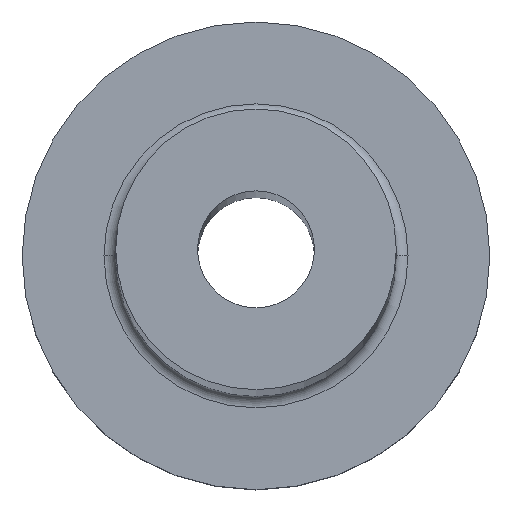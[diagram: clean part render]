
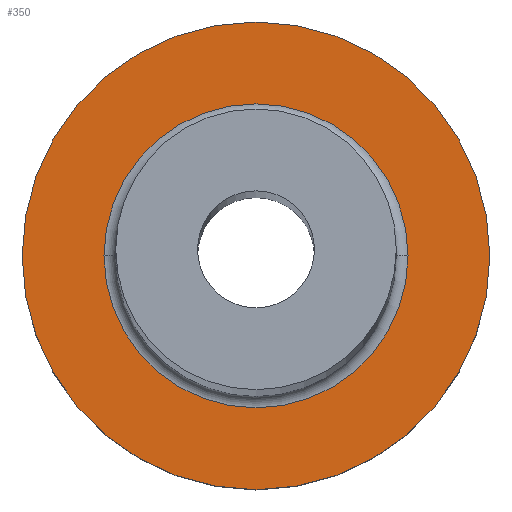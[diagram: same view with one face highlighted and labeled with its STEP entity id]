
A CAD part, top view. The second image highlights one B-rep face of the part: STEP entity #350.
In plain terms, the highlighted planar face has unit normal (0, 0, 1).
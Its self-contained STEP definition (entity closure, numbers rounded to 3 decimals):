
#7 = CARTESIAN_POINT ( 'NONE',  ( 0., 0., 7. ) ) ;
#27 = DIRECTION ( 'NONE',  ( 1., 0., 0. ) ) ;
#34 = EDGE_CURVE ( 'NONE', #162, #309, #41, .T. ) ;
#41 = CIRCLE ( 'NONE', #314, 10. ) ;
#42 = CARTESIAN_POINT ( 'NONE',  ( 6.5, 0., 7. ) ) ;
#69 = DIRECTION ( 'NONE',  ( 0., 0., -1. ) ) ;
#73 = CIRCLE ( 'NONE', #283, 6.5 ) ;
#83 = DIRECTION ( 'NONE',  ( 0., 0., 1. ) ) ;
#84 = AXIS2_PLACEMENT_3D ( 'NONE', #7, #296, #120 ) ;
#87 = FACE_BOUND ( 'NONE', #106, .T. ) ;
#88 = EDGE_LOOP ( 'NONE', ( #347, #275 ) ) ;
#91 = DIRECTION ( 'NONE',  ( 1., 0., 0. ) ) ;
#93 = CIRCLE ( 'NONE', #84, 10. ) ;
#106 = EDGE_LOOP ( 'NONE', ( #282, #160 ) ) ;
#108 = VERTEX_POINT ( 'NONE', #42 ) ;
#115 = DIRECTION ( 'NONE',  ( 1., 0., 0. ) ) ;
#120 = DIRECTION ( 'NONE',  ( 1., 0., 0. ) ) ;
#126 = EDGE_CURVE ( 'NONE', #108, #229, #73, .T. ) ;
#129 = CARTESIAN_POINT ( 'NONE',  ( -6.5, 0., 7. ) ) ;
#144 = CARTESIAN_POINT ( 'NONE',  ( 0., 0., 7. ) ) ;
#145 = DIRECTION ( 'NONE',  ( 1., 0., 0. ) ) ;
#160 = ORIENTED_EDGE ( 'NONE', *, *, #205, .T. ) ;
#162 = VERTEX_POINT ( 'NONE', #324 ) ;
#177 = CARTESIAN_POINT ( 'NONE',  ( 0., 0., 7. ) ) ;
#200 = DIRECTION ( 'NONE',  ( 0., 0., 1. ) ) ;
#205 = EDGE_CURVE ( 'NONE', #229, #108, #209, .T. ) ;
#209 = CIRCLE ( 'NONE', #262, 6.5 ) ;
#215 = EDGE_CURVE ( 'NONE', #309, #162, #93, .T. ) ;
#229 = VERTEX_POINT ( 'NONE', #129 ) ;
#233 = PLANE ( 'NONE',  #257 ) ;
#246 = CARTESIAN_POINT ( 'NONE',  ( -10., 0., 7. ) ) ;
#257 = AXIS2_PLACEMENT_3D ( 'NONE', #346, #200, #27 ) ;
#262 = AXIS2_PLACEMENT_3D ( 'NONE', #177, #69, #145 ) ;
#275 = ORIENTED_EDGE ( 'NONE', *, *, #34, .T. ) ;
#282 = ORIENTED_EDGE ( 'NONE', *, *, #126, .T. ) ;
#283 = AXIS2_PLACEMENT_3D ( 'NONE', #144, #352, #91 ) ;
#296 = DIRECTION ( 'NONE',  ( 0., 0., 1. ) ) ;
#309 = VERTEX_POINT ( 'NONE', #246 ) ;
#314 = AXIS2_PLACEMENT_3D ( 'NONE', #344, #83, #115 ) ;
#324 = CARTESIAN_POINT ( 'NONE',  ( 10., 0., 7. ) ) ;
#344 = CARTESIAN_POINT ( 'NONE',  ( 0., 0., 7. ) ) ;
#346 = CARTESIAN_POINT ( 'NONE',  ( 0., 0., 7. ) ) ;
#347 = ORIENTED_EDGE ( 'NONE', *, *, #215, .T. ) ;
#350 = ADVANCED_FACE ( 'NONE', ( #87, #377 ), #233, .T. ) ;
#352 = DIRECTION ( 'NONE',  ( 0., 0., -1. ) ) ;
#377 = FACE_OUTER_BOUND ( 'NONE', #88, .T. ) ;
